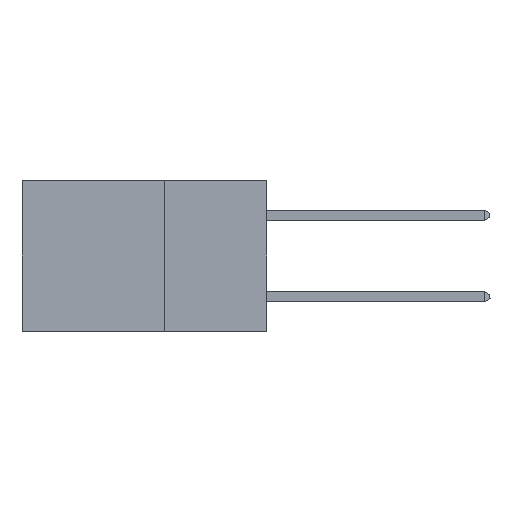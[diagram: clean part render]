
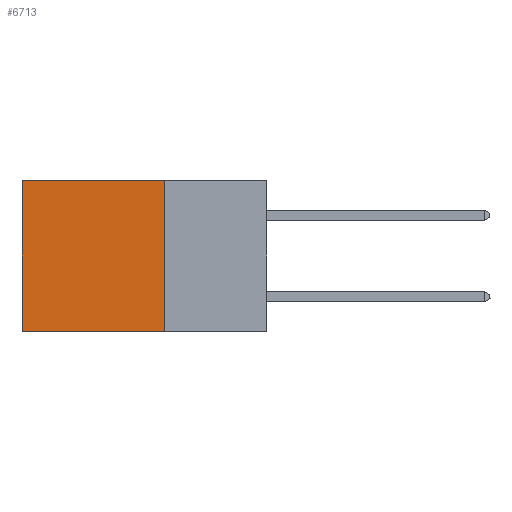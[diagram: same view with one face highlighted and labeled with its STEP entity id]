
A CAD part, left-side view. The second image highlights one B-rep face of the part: STEP entity #6713.
In plain terms, the highlighted planar face has unit normal (-1, 0, 0).
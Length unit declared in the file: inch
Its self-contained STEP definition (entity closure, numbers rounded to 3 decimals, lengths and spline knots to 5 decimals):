
#912 = CARTESIAN_POINT ( 'NONE',  ( 0.2875, 0.25, -0.37 ) ) ;
#1370 = VERTEX_POINT ( 'NONE', #28376 ) ;
#1652 = EDGE_CURVE ( 'NONE', #30473, #27132, #6407, .T. ) ;
#2763 = VECTOR ( 'NONE', #25165, 39.37008 ) ;
#3662 = CARTESIAN_POINT ( 'NONE',  ( 0.2875, 0.6, -0.37 ) ) ;
#3795 = CARTESIAN_POINT ( 'NONE',  ( 0.2875, 0.25, 0. ) ) ;
#4730 = CARTESIAN_POINT ( 'NONE',  ( 0.2875, 0.25, 0. ) ) ;
#5152 = VECTOR ( 'NONE', #11201, 39.37008 ) ;
#5594 = VERTEX_POINT ( 'NONE', #28921 ) ;
#6407 = LINE ( 'NONE', #912, #28852 ) ;
#6713 = ADVANCED_FACE ( 'NONE', ( #17982 ), #28811, .F. ) ;
#7457 = DIRECTION ( 'NONE',  ( 1., 0., 0. ) ) ;
#7611 = ORIENTED_EDGE ( 'NONE', *, *, #23747, .T. ) ;
#7823 = CARTESIAN_POINT ( 'NONE',  ( 0.2875, 0.6, 0. ) ) ;
#7858 = DIRECTION ( 'NONE',  ( 0., 0., -1. ) ) ;
#10144 = AXIS2_PLACEMENT_3D ( 'NONE', #4730, #7457, #21444 ) ;
#10419 = LINE ( 'NONE', #3795, #5152 ) ;
#10929 = ORIENTED_EDGE ( 'NONE', *, *, #16486, .T. ) ;
#11201 = DIRECTION ( 'NONE',  ( 0., 0., -1. ) ) ;
#13189 = ORIENTED_EDGE ( 'NONE', *, *, #13971, .F. ) ;
#13971 = EDGE_CURVE ( 'NONE', #1370, #30473, #10419, .T. ) ;
#15118 = LINE ( 'NONE', #21593, #2763 ) ;
#16486 = EDGE_CURVE ( 'NONE', #1370, #5594, #15118, .T. ) ;
#17982 = FACE_OUTER_BOUND ( 'NONE', #27662, .T. ) ;
#21444 = DIRECTION ( 'NONE',  ( 0., 0., -1. ) ) ;
#21593 = CARTESIAN_POINT ( 'NONE',  ( 0.2875, 0.25, 0. ) ) ;
#22420 = LINE ( 'NONE', #7823, #23171 ) ;
#23171 = VECTOR ( 'NONE', #7858, 39.37008 ) ;
#23747 = EDGE_CURVE ( 'NONE', #5594, #27132, #22420, .T. ) ;
#24977 = DIRECTION ( 'NONE',  ( 0., 1., 0. ) ) ;
#25165 = DIRECTION ( 'NONE',  ( 0., 1., 0. ) ) ;
#26463 = ORIENTED_EDGE ( 'NONE', *, *, #1652, .F. ) ;
#26686 = CARTESIAN_POINT ( 'NONE',  ( 0.2875, 0.25, -0.37 ) ) ;
#27132 = VERTEX_POINT ( 'NONE', #3662 ) ;
#27662 = EDGE_LOOP ( 'NONE', ( #7611, #26463, #13189, #10929 ) ) ;
#28376 = CARTESIAN_POINT ( 'NONE',  ( 0.2875, 0.25, 0. ) ) ;
#28811 = PLANE ( 'NONE',  #10144 ) ;
#28852 = VECTOR ( 'NONE', #24977, 39.37008 ) ;
#28921 = CARTESIAN_POINT ( 'NONE',  ( 0.2875, 0.6, 0. ) ) ;
#30473 = VERTEX_POINT ( 'NONE', #26686 ) ;
